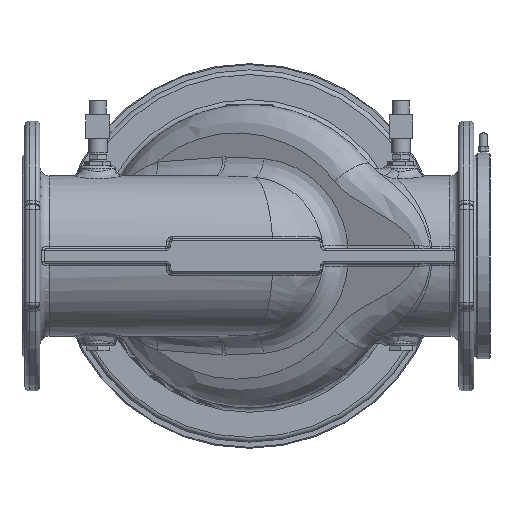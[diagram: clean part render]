
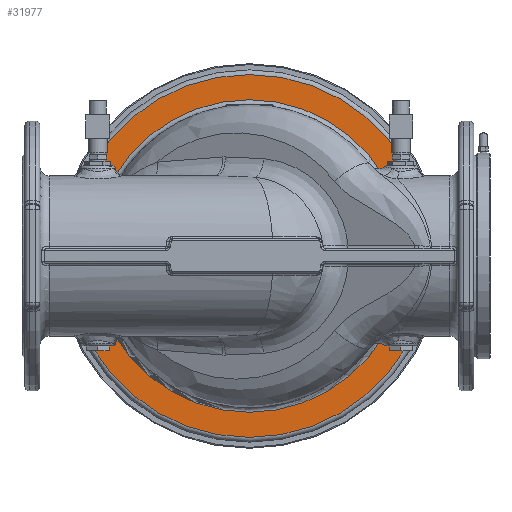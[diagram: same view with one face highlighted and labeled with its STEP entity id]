
A CAD part, front view. The second image highlights one B-rep face of the part: STEP entity #31977.
In plain terms, the highlighted planar face has unit normal (0, -1, 0).
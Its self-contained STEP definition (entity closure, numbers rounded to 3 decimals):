
#10911 = FACE_OUTER_BOUND ( 'NONE', #27708, .T. ) ;
#10914 = FACE_BOUND ( 'NONE', #27735, .T. ) ;
#11052 = CIRCLE ( 'NONE', #14357, 191.5 ) ;
#11134 = CIRCLE ( 'NONE', #14400, 165. ) ;
#11598 = VERTEX_POINT ( 'NONE', #19487 ) ;
#11599 = VERTEX_POINT ( 'NONE', #19489 ) ;
#14047 = CARTESIAN_POINT ( 'NONE',  ( 160., 167., 0. ) ) ;
#14050 = PLANE ( 'NONE',  #14310 ) ;
#14052 = DIRECTION ( 'NONE',  ( 0., -1., 0. ) ) ;
#14053 = DIRECTION ( 'NONE',  ( 0., 0., -1. ) ) ;
#14310 = AXIS2_PLACEMENT_3D ( 'NONE', #14047, #14052, #14053 ) ;
#14357 = AXIS2_PLACEMENT_3D ( 'NONE', #16443, #16444, #16445 ) ;
#14400 = AXIS2_PLACEMENT_3D ( 'NONE', #17136, #17137, #17138 ) ;
#16443 = CARTESIAN_POINT ( 'NONE',  ( 0., 167., 0. ) ) ;
#16444 = DIRECTION ( 'NONE',  ( 0., -1., 0. ) ) ;
#16445 = DIRECTION ( 'NONE',  ( 0., 0., -1. ) ) ;
#17136 = CARTESIAN_POINT ( 'NONE',  ( 0., 167., 0. ) ) ;
#17137 = DIRECTION ( 'NONE',  ( 0., 1., 0. ) ) ;
#17138 = DIRECTION ( 'NONE',  ( 0., 0., -1. ) ) ;
#19487 = CARTESIAN_POINT ( 'NONE',  ( 0., 167., -191.5 ) ) ;
#19489 = CARTESIAN_POINT ( 'NONE',  ( 0., 167., -165. ) ) ;
#27708 = EDGE_LOOP ( 'NONE', ( #31554 ) ) ;
#27735 = EDGE_LOOP ( 'NONE', ( #31555 ) ) ;
#31554 = ORIENTED_EDGE ( 'NONE', *, *, #41975, .T. ) ;
#31555 = ORIENTED_EDGE ( 'NONE', *, *, #42073, .T. ) ;
#31977 = ADVANCED_FACE ( 'NONE', ( #10911, #10914 ), #14050, .T. ) ;
#41975 = EDGE_CURVE ( 'NONE', #11598, #11598, #11052, .T. ) ;
#42073 = EDGE_CURVE ( 'NONE', #11599, #11599, #11134, .T. ) ;
